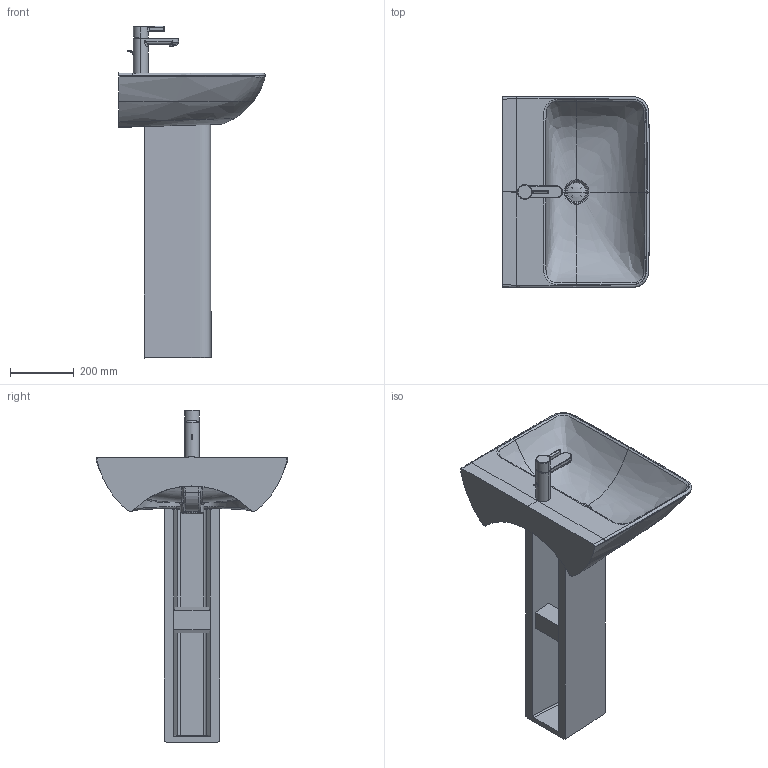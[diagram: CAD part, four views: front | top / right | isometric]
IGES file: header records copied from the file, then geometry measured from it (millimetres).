
Global section: file name: No Iges File Name specified; native system: Autodesk Inventor 2011; preprocessor: AutoDesk Inventor Iges Exporter R2011; author: Administrator; date: 20150609.130544; units: millimetre
Bounding box: 460.52 x 602.3 x 1042.35 mm (x, y, z)
Volume: 24227394.4 mm3; surface area: 1884278.5 mm2
Topology: 8 solids, 8 shells, 327 faces, 836 edges, 526 vertices
Faces by surface type: bspline 122, plane 79, cylinder 52, revolution 48, torus 19, sphere 4, cone 3
